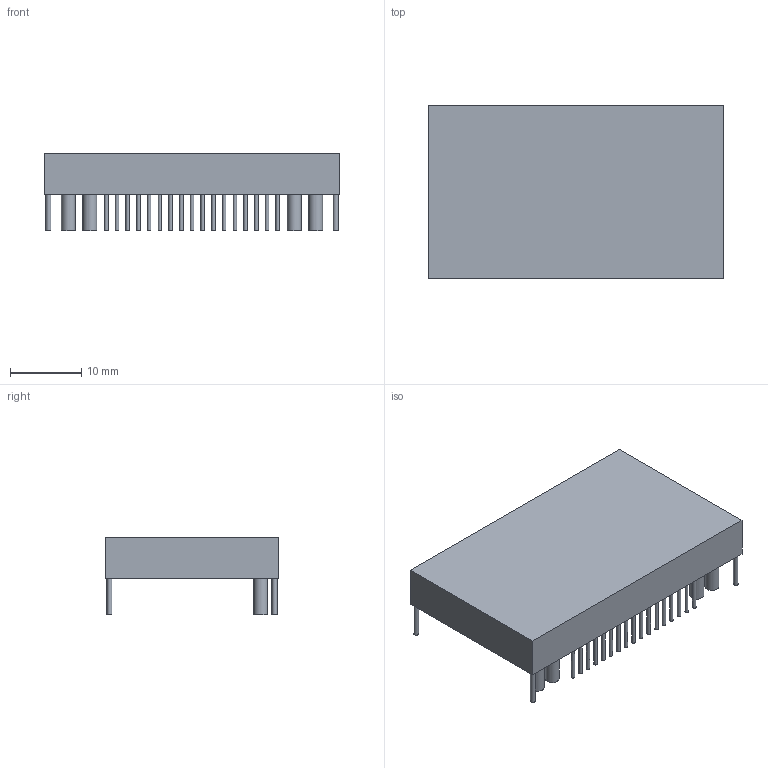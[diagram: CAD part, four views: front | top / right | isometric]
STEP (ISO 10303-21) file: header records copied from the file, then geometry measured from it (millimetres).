
FILE_DESCRIPTION(('FreeCAD Model'),'2;1');
FILE_NAME('806058.1.3.stp','2020-04-09T11:53:55',( 'Author'),(''),'Open CASCADE STEP processor 6.9','FreeCAD','Unknown' );
FILE_SCHEMA(('AUTOMOTIVE_DESIGN { 1 0 10303 214 1 1 1 1 }'));
Length unit declared in the file: millimetre
Products named in the file (3): ASSEMBLY; Body; Leads
Assembly tree (26 placements, depth 2):
  ASSEMBLY
    Body
    Leads  x25
Bounding box: 41.4 x 24.3 x 10.9 mm (x, y, z)
Volume: 7979.9 mm3; surface area: 11265.9 mm2
Topology: 626 solids, 626 shells, 1881 faces, 1887 edges, 1258 vertices
Faces by surface type: plane 1256, cylinder 625
Full cylindrical faces by diameter (mm): 0.5 x425, 0.7 x100, 1.95 x100
Entity records: 3088 total; most frequent: DIRECTION 527, CARTESIAN_POINT 427, ORIENTED_EDGE 174, PCURVE 174, DEFINITIONAL_REPRESENTATION 174, LINE 161, VECTOR 161, AXIS2_PLACEMENT_3D 158
